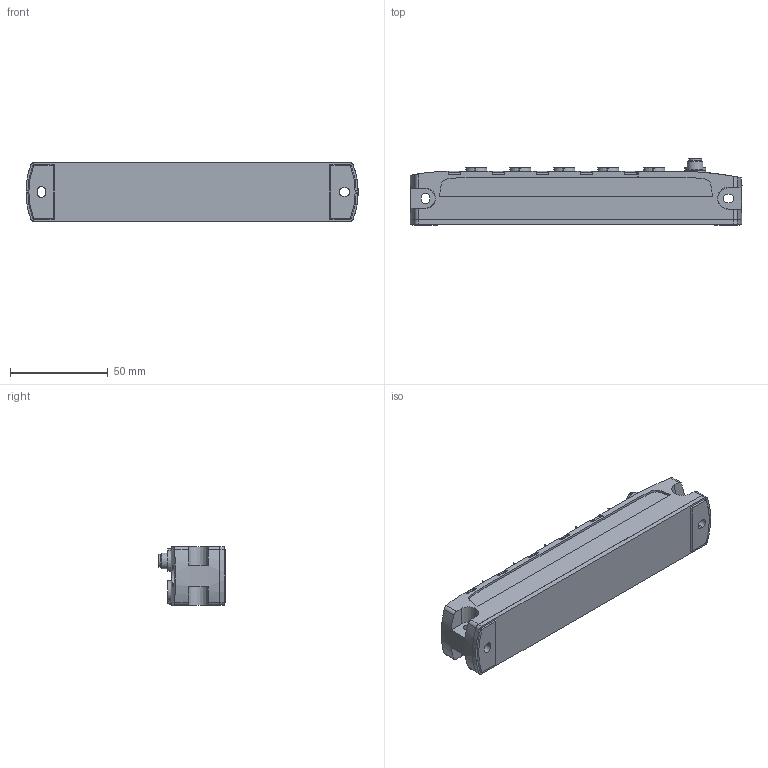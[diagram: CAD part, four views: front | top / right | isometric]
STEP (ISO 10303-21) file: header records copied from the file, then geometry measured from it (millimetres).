
FILE_DESCRIPTION(/* description */ ('STEP AP214'),/* implementation_level */ '2;1');
FILE_NAME(/* name */ '8086600_CPX-AP-I-8DI-M8-3P',/* time_stamp */ '2024-07-25T08:53:22+02:00',/* author */ ('License CC BY-ND 4.0'),/* organization */ ('CADENAS'),/* preprocessor_version */ 'ST-DEVELOPER v19.3',/* originating_system */ 'PARTsolutions',/* authorisation */ ' ');
FILE_SCHEMA (('AUTOMOTIVE_DESIGN {1 0 10303 214 3 1 1}'));
Length unit declared in the file: millimetre
Products named in the file (1): 8086600 CPX-AP-I-8DI-M8-3P---(high)
Bounding box: 169.82 x 34.2 x 30 mm (x, y, z)
Volume: 125743.4 mm3; surface area: 28773.5 mm2
Topology: 1 solids, 1 shells, 1162 faces, 2919 edges, 1916 vertices
Faces by surface type: plane 739, cylinder 309, cone 105, torus 5, sphere 4
Full cylindrical faces by diameter (mm): 0.378 x1, 0.465 x2, 0.87 x8, 1 x4, 1.05 x28, 5.7 x9, 5.8 x1, 6.5 x1, 6.917 x11, 8 x1, 8.5 x8
Entity records: 42229 total; most frequent: CARTESIAN_POINT 6115, DIRECTION 5824, ORIENTED_EDGE 5528, EDGE_CURVE 2764, AXIS2_PLACEMENT_3D 1958, VERTEX_POINT 1914, LINE 1908, VECTOR 1908
